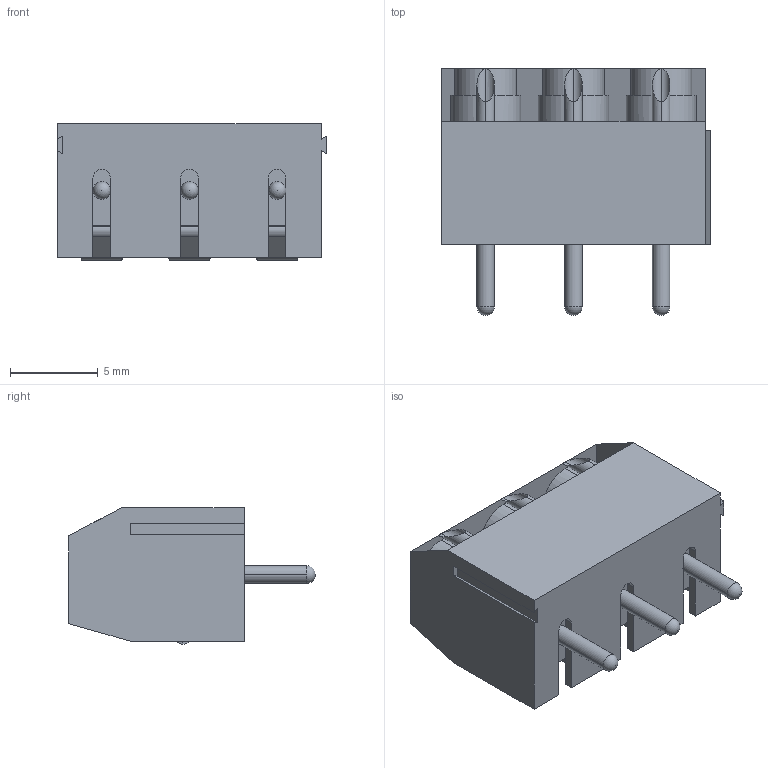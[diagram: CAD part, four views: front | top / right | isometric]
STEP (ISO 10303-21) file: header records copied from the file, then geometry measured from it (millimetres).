
FILE_DESCRIPTION (( 'STEP AP203' ), '1' );
FILE_NAME ('3 pins.STEP', '2019-03-29T20:12:14', ( '' ), ( '' ), 'SwSTEP 2.0', 'SolidWorks 2018', '' );
FILE_SCHEMA (( 'CONFIG_CONTROL_DESIGN' ));
Length unit declared in the file: millimetre
Products named in the file (4): Inner; Screw; 3 pins; terminal_3 pins
Assembly tree (7 placements, depth 2):
  3 pins
    terminal_3 pins
    Inner  x3
    Screw  x3
Bounding box: 15.29 x 14.05 x 7.77 mm (x, y, z)
Volume: 742.7 mm3; surface area: 1968.5 mm2
Topology: 7 solids, 7 shells, 475 faces, 1190 edges, 704 vertices
Faces by surface type: plane 169, cylinder 141, bspline 84, torus 39, sphere 33, cone 9
Entity records: 7207 total; most frequent: CARTESIAN_POINT 1989, ORIENTED_EDGE 1018, DIRECTION 955, EDGE_CURVE 509, AXIS2_PLACEMENT_3D 345, VERTEX_POINT 315, VECTOR 265, LINE 265
